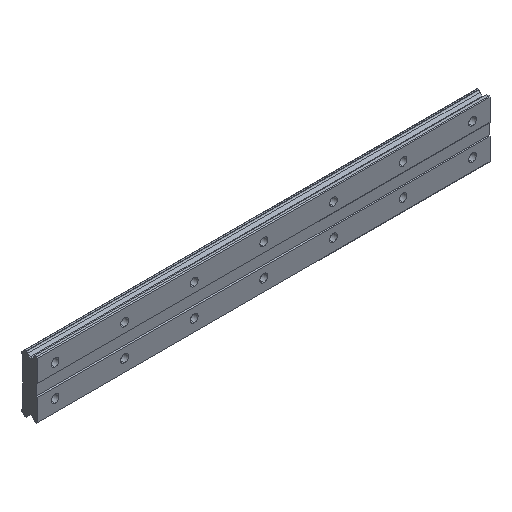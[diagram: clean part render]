
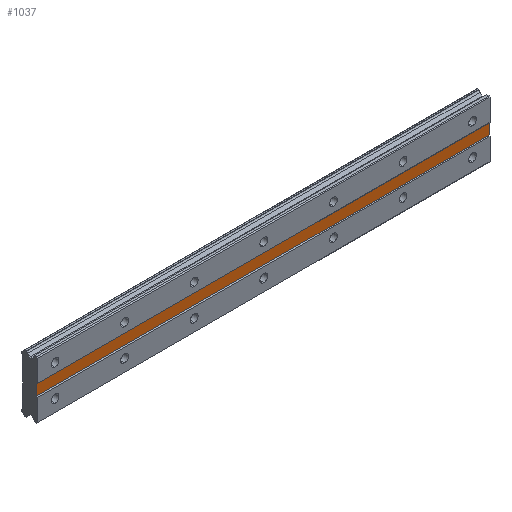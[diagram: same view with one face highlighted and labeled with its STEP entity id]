
A CAD part, isometric view. The second image highlights one B-rep face of the part: STEP entity #1037.
In plain terms, the highlighted planar face has unit normal (0, -1, 0).
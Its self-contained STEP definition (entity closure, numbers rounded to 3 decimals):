
#143 = DIRECTION ( 'NONE',  ( 0., 0., -1. ) ) ;
#295 = CARTESIAN_POINT ( 'NONE',  ( -10., 0.5, -3. ) ) ;
#446 = EDGE_CURVE ( 'NONE', #1561, #3208, #1362, .T. ) ;
#595 = FACE_OUTER_BOUND ( 'NONE', #801, .T. ) ;
#649 = LINE ( 'NONE', #2456, #1243 ) ;
#710 = EDGE_CURVE ( 'NONE', #2345, #3208, #1540, .T. ) ;
#790 = CARTESIAN_POINT ( 'NONE',  ( 250., 0.5, -3. ) ) ;
#793 = DIRECTION ( 'NONE',  ( 0., 1., 0. ) ) ;
#801 = EDGE_LOOP ( 'NONE', ( #3199, #1601, #3050, #1461 ) ) ;
#883 = CARTESIAN_POINT ( 'NONE',  ( 250., 0.5, 3. ) ) ;
#1037 = ADVANCED_FACE ( 'NONE', ( #595 ), #1647, .F. ) ;
#1120 = EDGE_CURVE ( 'NONE', #2655, #1561, #1321, .T. ) ;
#1140 = VECTOR ( 'NONE', #2089, 1000. ) ;
#1163 = EDGE_CURVE ( 'NONE', #2655, #2345, #649, .T. ) ;
#1241 = CARTESIAN_POINT ( 'NONE',  ( 250., 0.5, -3. ) ) ;
#1243 = VECTOR ( 'NONE', #143, 1000. ) ;
#1321 = LINE ( 'NONE', #883, #2967 ) ;
#1362 = LINE ( 'NONE', #2874, #1140 ) ;
#1424 = CARTESIAN_POINT ( 'NONE',  ( 250., 0.5, 3. ) ) ;
#1449 = CARTESIAN_POINT ( 'NONE',  ( -10., 0.5, 3. ) ) ;
#1461 = ORIENTED_EDGE ( 'NONE', *, *, #446, .T. ) ;
#1540 = LINE ( 'NONE', #1241, #2330 ) ;
#1561 = VERTEX_POINT ( 'NONE', #1449 ) ;
#1601 = ORIENTED_EDGE ( 'NONE', *, *, #1163, .F. ) ;
#1647 = PLANE ( 'NONE',  #1941 ) ;
#1667 = DIRECTION ( 'NONE',  ( -1., 0., 0. ) ) ;
#1941 = AXIS2_PLACEMENT_3D ( 'NONE', #2657, #793, #2885 ) ;
#2089 = DIRECTION ( 'NONE',  ( 0., 0., -1. ) ) ;
#2330 = VECTOR ( 'NONE', #3307, 1000. ) ;
#2345 = VERTEX_POINT ( 'NONE', #790 ) ;
#2456 = CARTESIAN_POINT ( 'NONE',  ( 250., 0.5, 16.615 ) ) ;
#2655 = VERTEX_POINT ( 'NONE', #1424 ) ;
#2657 = CARTESIAN_POINT ( 'NONE',  ( 250., 0.5, 3. ) ) ;
#2874 = CARTESIAN_POINT ( 'NONE',  ( -10., 0.5, 16.615 ) ) ;
#2885 = DIRECTION ( 'NONE',  ( 0., 0., 1. ) ) ;
#2967 = VECTOR ( 'NONE', #1667, 1000. ) ;
#3050 = ORIENTED_EDGE ( 'NONE', *, *, #1120, .T. ) ;
#3199 = ORIENTED_EDGE ( 'NONE', *, *, #710, .F. ) ;
#3208 = VERTEX_POINT ( 'NONE', #295 ) ;
#3307 = DIRECTION ( 'NONE',  ( -1., 0., 0. ) ) ;
